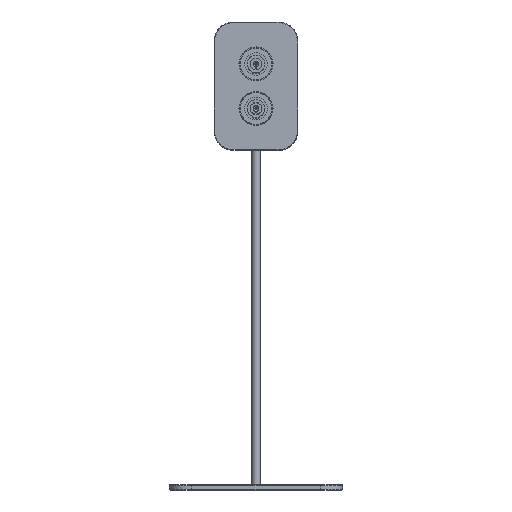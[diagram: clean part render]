
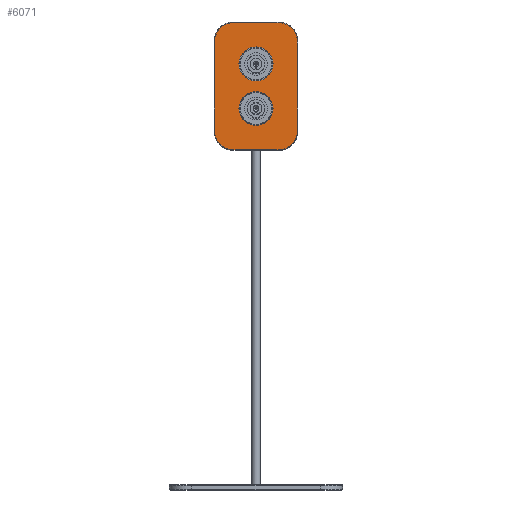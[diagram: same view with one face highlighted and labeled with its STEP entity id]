
A CAD part, front view. The second image highlights one B-rep face of the part: STEP entity #6071.
In plain terms, the highlighted face is planar.
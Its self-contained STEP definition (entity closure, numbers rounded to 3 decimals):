
#295=FACE_BOUND('',#1918,.T.);
#296=FACE_BOUND('',#1919,.T.);
#365=PLANE('',#6715);
#545=LINE('',#10836,#935);
#547=LINE('',#10936,#937);
#549=LINE('',#11043,#939);
#550=LINE('',#11132,#940);
#935=VECTOR('',#7710,10.);
#937=VECTOR('',#7718,10.);
#939=VECTOR('',#7726,10.);
#940=VECTOR('',#7731,10.);
#1506=FACE_OUTER_BOUND('',#1917,.T.);
#1917=EDGE_LOOP('',(#4568,#4569,#4570,#4571,#4572,#4573,#4574,#4575));
#1918=EDGE_LOOP('',(#4576));
#1919=EDGE_LOOP('',(#4577));
#2278=B_SPLINE_CURVE_WITH_KNOTS('',3,(#10817,#10818,#10819,#10820,#10821,
#10822,#10823,#10824,#10825,#10826,#10827,#10828,#10829,#10830),
 .UNSPECIFIED.,.F.,.F.,(4,1,1,1,1,1,1,1,1,1,1,4),(0.,0.886,
1.772,2.658,3.544,5.316,7.088,
8.86,9.746,10.631,11.517,12.403),
 .UNSPECIFIED.);
#2280=B_SPLINE_CURVE_WITH_KNOTS('',3,(#10918,#10919,#10920,#10921,#10922,
#10923,#10924,#10925,#10926,#10927,#10928,#10929,#10930),.UNSPECIFIED.,
 .F.,.F.,(4,1,1,1,1,1,1,1,1,1,4),(0.,0.886,
1.772,2.658,3.544,5.316,7.088,
8.417,8.86,10.631,12.403),
 .UNSPECIFIED.);
#2282=B_SPLINE_CURVE_WITH_KNOTS('',3,(#11024,#11025,#11026,#11027,#11028,
#11029,#11030,#11031,#11032,#11033,#11034,#11035,#11036,#11037),
 .UNSPECIFIED.,.F.,.F.,(4,1,1,1,1,1,1,1,1,1,1,4),(0.,
0.886,1.772,2.658,3.544,5.316,
7.088,8.86,9.746,10.631,11.517,
12.403),.UNSPECIFIED.);
#2284=B_SPLINE_CURVE_WITH_KNOTS('',3,(#11119,#11120,#11121,#11122,#11123,
#11124,#11125,#11126,#11127,#11128,#11129,#11130),.UNSPECIFIED.,.F.,.F.,
(4,1,1,1,1,1,1,1,1,4),(0.,0.886,1.772,2.658,
3.544,5.316,7.088,8.86,10.631,
12.403),.UNSPECIFIED.);
#2420=CIRCLE('',#6716,20.75);
#2421=CIRCLE('',#6717,20.75);
#2819=VERTEX_POINT('',#10797);
#2822=VERTEX_POINT('',#10815);
#2823=VERTEX_POINT('',#10832);
#2825=VERTEX_POINT('',#10902);
#2827=VERTEX_POINT('',#10932);
#2829=VERTEX_POINT('',#11007);
#2831=VERTEX_POINT('',#11039);
#2833=VERTEX_POINT('',#11104);
#2840=VERTEX_POINT('',#11254);
#2841=VERTEX_POINT('',#11256);
#3459=EDGE_CURVE('',#2822,#2819,#2278,.T.);
#3462=EDGE_CURVE('',#2819,#2823,#545,.T.);
#3465=EDGE_CURVE('',#2823,#2825,#2280,.T.);
#3468=EDGE_CURVE('',#2825,#2827,#547,.T.);
#3471=EDGE_CURVE('',#2827,#2829,#2282,.T.);
#3474=EDGE_CURVE('',#2829,#2831,#549,.T.);
#3477=EDGE_CURVE('',#2831,#2833,#2284,.T.);
#3478=EDGE_CURVE('',#2833,#2822,#550,.T.);
#3489=EDGE_CURVE('',#2840,#2840,#2420,.T.);
#3490=EDGE_CURVE('',#2841,#2841,#2421,.T.);
#4568=ORIENTED_EDGE('',*,*,#3459,.F.);
#4569=ORIENTED_EDGE('',*,*,#3478,.F.);
#4570=ORIENTED_EDGE('',*,*,#3477,.F.);
#4571=ORIENTED_EDGE('',*,*,#3474,.F.);
#4572=ORIENTED_EDGE('',*,*,#3471,.F.);
#4573=ORIENTED_EDGE('',*,*,#3468,.F.);
#4574=ORIENTED_EDGE('',*,*,#3465,.F.);
#4575=ORIENTED_EDGE('',*,*,#3462,.F.);
#4576=ORIENTED_EDGE('',*,*,#3489,.F.);
#4577=ORIENTED_EDGE('',*,*,#3490,.F.);
#6071=ADVANCED_FACE('',(#1506,#295,#296),#365,.F.);
#6715=AXIS2_PLACEMENT_3D('',#11253,#7744,#7745);
#6716=AXIS2_PLACEMENT_3D('',#11255,#7746,#7747);
#6717=AXIS2_PLACEMENT_3D('',#11257,#7748,#7749);
#7710=DIRECTION('',(1.,0.,0.));
#7718=DIRECTION('',(0.,1.,0.));
#7726=DIRECTION('',(-1.,0.,0.));
#7731=DIRECTION('',(0.,-1.,0.));
#7744=DIRECTION('center_axis',(0.,0.,1.));
#7745=DIRECTION('ref_axis',(1.,0.,0.));
#7746=DIRECTION('center_axis',(0.,0.,-1.));
#7747=DIRECTION('ref_axis',(1.,0.,0.));
#7748=DIRECTION('center_axis',(0.,0.,-1.));
#7749=DIRECTION('ref_axis',(1.,0.,0.));
#10797=CARTESIAN_POINT('',(87.5,11.,0.));
#10815=CARTESIAN_POINT('',(11.,87.5,0.));
#10817=CARTESIAN_POINT('Ctrl Pts',(11.,87.5,0.));
#10818=CARTESIAN_POINT('Ctrl Pts',(11.,84.547,0.));
#10819=CARTESIAN_POINT('Ctrl Pts',(11.003,78.658,0.));
#10820=CARTESIAN_POINT('Ctrl Pts',(11.561,69.796,0.));
#10821=CARTESIAN_POINT('Ctrl Pts',(13.11,61.045,0.));
#10822=CARTESIAN_POINT('Ctrl Pts',(16.746,49.769,0.));
#10823=CARTESIAN_POINT('Ctrl Pts',(24.298,36.919,0.));
#10824=CARTESIAN_POINT('Ctrl Pts',(36.924,24.294,0.));
#10825=CARTESIAN_POINT('Ctrl Pts',(49.766,16.745,0.));
#10826=CARTESIAN_POINT('Ctrl Pts',(61.051,13.109,0.));
#10827=CARTESIAN_POINT('Ctrl Pts',(69.788,11.563,0.));
#10828=CARTESIAN_POINT('Ctrl Pts',(78.645,11.003,0.));
#10829=CARTESIAN_POINT('Ctrl Pts',(84.547,11.,0.));
#10830=CARTESIAN_POINT('Ctrl Pts',(87.5,11.,0.));
#10832=CARTESIAN_POINT('',(383.5,11.,0.));
#10836=CARTESIAN_POINT('',(122.25,11.,0.));
#10902=CARTESIAN_POINT('',(460.,87.5,0.));
#10918=CARTESIAN_POINT('Ctrl Pts',(383.5,11.,0.));
#10919=CARTESIAN_POINT('Ctrl Pts',(386.453,11.,0.));
#10920=CARTESIAN_POINT('Ctrl Pts',(392.343,11.002,0.));
#10921=CARTESIAN_POINT('Ctrl Pts',(401.204,11.562,0.));
#10922=CARTESIAN_POINT('Ctrl Pts',(409.956,13.11,0.));
#10923=CARTESIAN_POINT('Ctrl Pts',(421.23,16.747,0.));
#10924=CARTESIAN_POINT('Ctrl Pts',(434.082,24.295,0.));
#10925=CARTESIAN_POINT('Ctrl Pts',(445.654,35.875,0.));
#10926=CARTESIAN_POINT('Ctrl Pts',(451.991,45.908,0.));
#10927=CARTESIAN_POINT('Ctrl Pts',(456.836,56.7,0.));
#10928=CARTESIAN_POINT('Ctrl Pts',(459.96,69.745,0.));
#10929=CARTESIAN_POINT('Ctrl Pts',(460.,81.594,0.));
#10930=CARTESIAN_POINT('Ctrl Pts',(460.,87.5,0.));
#10932=CARTESIAN_POINT('',(460.,226.5,0.));
#10936=CARTESIAN_POINT('',(460.,83.,0.));
#11007=CARTESIAN_POINT('',(383.5,303.,0.));
#11024=CARTESIAN_POINT('Ctrl Pts',(460.,226.5,0.));
#11025=CARTESIAN_POINT('Ctrl Pts',(460.,229.453,0.));
#11026=CARTESIAN_POINT('Ctrl Pts',(459.998,235.343,0.));
#11027=CARTESIAN_POINT('Ctrl Pts',(459.438,244.204,0.));
#11028=CARTESIAN_POINT('Ctrl Pts',(457.89,252.956,0.));
#11029=CARTESIAN_POINT('Ctrl Pts',(454.253,264.229,0.));
#11030=CARTESIAN_POINT('Ctrl Pts',(446.702,277.081,0.));
#11031=CARTESIAN_POINT('Ctrl Pts',(434.076,289.706,0.));
#11032=CARTESIAN_POINT('Ctrl Pts',(421.234,297.254,0.));
#11033=CARTESIAN_POINT('Ctrl Pts',(409.95,300.892,0.));
#11034=CARTESIAN_POINT('Ctrl Pts',(401.212,302.437,0.));
#11035=CARTESIAN_POINT('Ctrl Pts',(392.355,302.998,0.));
#11036=CARTESIAN_POINT('Ctrl Pts',(386.453,303.,0.));
#11037=CARTESIAN_POINT('Ctrl Pts',(383.5,303.,0.));
#11039=CARTESIAN_POINT('',(87.5,303.,0.));
#11043=CARTESIAN_POINT('',(348.75,303.,0.));
#11104=CARTESIAN_POINT('',(11.,226.5,0.));
#11119=CARTESIAN_POINT('Ctrl Pts',(87.5,303.,0.));
#11120=CARTESIAN_POINT('Ctrl Pts',(84.547,303.,0.));
#11121=CARTESIAN_POINT('Ctrl Pts',(78.657,302.997,0.));
#11122=CARTESIAN_POINT('Ctrl Pts',(69.796,302.439,0.));
#11123=CARTESIAN_POINT('Ctrl Pts',(61.044,300.89,0.));
#11124=CARTESIAN_POINT('Ctrl Pts',(49.772,297.254,0.));
#11125=CARTESIAN_POINT('Ctrl Pts',(36.913,289.701,0.));
#11126=CARTESIAN_POINT('Ctrl Pts',(24.303,277.078,0.));
#11127=CARTESIAN_POINT('Ctrl Pts',(15.212,261.662,0.));
#11128=CARTESIAN_POINT('Ctrl Pts',(11.036,244.249,0.));
#11129=CARTESIAN_POINT('Ctrl Pts',(11.,232.406,0.));
#11130=CARTESIAN_POINT('Ctrl Pts',(11.,226.5,0.));
#11132=CARTESIAN_POINT('',(11.,231.,0.));
#11253=CARTESIAN_POINT('Origin',(235.5,157.,0.));
#11254=CARTESIAN_POINT('',(293.25,157.,0.));
#11255=CARTESIAN_POINT('Origin',(314.,157.,0.));
#11256=CARTESIAN_POINT('',(136.25,157.,0.));
#11257=CARTESIAN_POINT('Origin',(157.,157.,0.));
